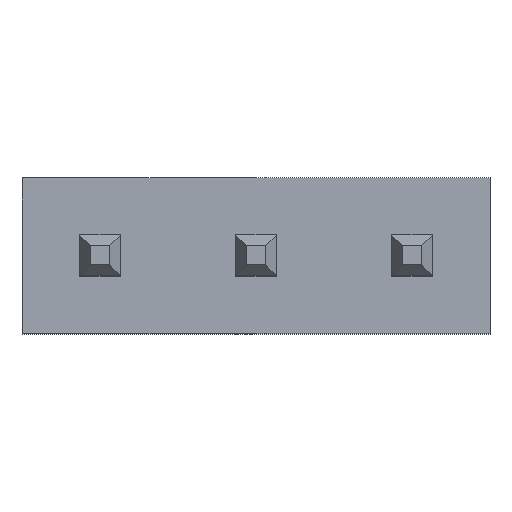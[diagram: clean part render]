
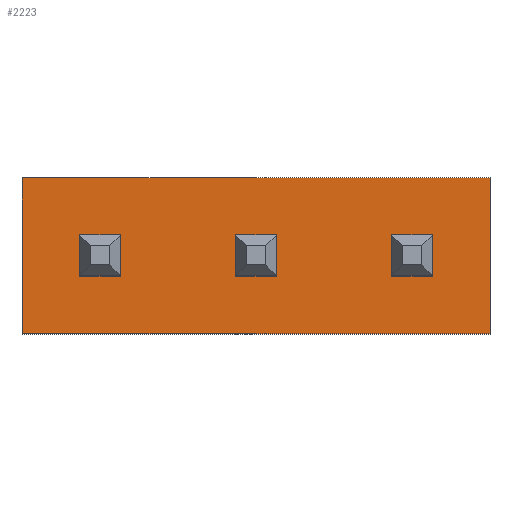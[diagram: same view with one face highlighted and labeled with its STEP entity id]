
A CAD part, top view. The second image highlights one B-rep face of the part: STEP entity #2223.
In plain terms, the highlighted planar face has unit normal (0, 0, 1).
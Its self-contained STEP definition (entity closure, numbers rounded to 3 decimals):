
#36 = ORIENTED_EDGE ( 'NONE', *, *, #724, .T. ) ;
#311 = EDGE_CURVE ( 'NONE', #2381, #2008, #782, .T. ) ;
#322 = CARTESIAN_POINT ( 'NONE',  ( 6.35, -1.27, 2.54 ) ) ;
#324 = CARTESIAN_POINT ( 'NONE',  ( 2.54, 0., 2.54 ) ) ;
#367 = PLANE ( 'NONE',  #993 ) ;
#514 = CARTESIAN_POINT ( 'NONE',  ( -1.27, -1.27, 2.54 ) ) ;
#562 = VECTOR ( 'NONE', #1757, 1000. ) ;
#615 = LINE ( 'NONE', #322, #719 ) ;
#719 = VECTOR ( 'NONE', #2647, 1000. ) ;
#724 = EDGE_CURVE ( 'NONE', #2022, #2381, #859, .T. ) ;
#782 = LINE ( 'NONE', #1871, #2606 ) ;
#859 = LINE ( 'NONE', #2371, #2164 ) ;
#882 = DIRECTION ( 'NONE',  ( -1., 0., 0. ) ) ;
#885 = CARTESIAN_POINT ( 'NONE',  ( -1.27, -1.27, 2.54 ) ) ;
#893 = LINE ( 'NONE', #514, #562 ) ;
#993 = AXIS2_PLACEMENT_3D ( 'NONE', #324, #2031, #1009 ) ;
#1009 = DIRECTION ( 'NONE',  ( 0., -1., 0. ) ) ;
#1030 = FACE_OUTER_BOUND ( 'NONE', #1531, .T. ) ;
#1099 = ORIENTED_EDGE ( 'NONE', *, *, #2462, .T. ) ;
#1230 = CARTESIAN_POINT ( 'NONE',  ( 6.35, -1.27, 2.54 ) ) ;
#1267 = EDGE_CURVE ( 'NONE', #2008, #1508, #893, .T. ) ;
#1508 = VERTEX_POINT ( 'NONE', #1230 ) ;
#1531 = EDGE_LOOP ( 'NONE', ( #1099, #36, #1938, #2313 ) ) ;
#1757 = DIRECTION ( 'NONE',  ( 1., 0., 0. ) ) ;
#1871 = CARTESIAN_POINT ( 'NONE',  ( -1.27, -1.27, 2.54 ) ) ;
#1938 = ORIENTED_EDGE ( 'NONE', *, *, #311, .T. ) ;
#2008 = VERTEX_POINT ( 'NONE', #885 ) ;
#2022 = VERTEX_POINT ( 'NONE', #2360 ) ;
#2031 = DIRECTION ( 'NONE',  ( 0., 0., -1. ) ) ;
#2164 = VECTOR ( 'NONE', #882, 1000. ) ;
#2223 = ADVANCED_FACE ( 'NONE', ( #1030 ), #367, .F. ) ;
#2313 = ORIENTED_EDGE ( 'NONE', *, *, #1267, .T. ) ;
#2360 = CARTESIAN_POINT ( 'NONE',  ( 6.35, 1.27, 2.54 ) ) ;
#2371 = CARTESIAN_POINT ( 'NONE',  ( -1.27, 1.27, 2.54 ) ) ;
#2381 = VERTEX_POINT ( 'NONE', #2572 ) ;
#2462 = EDGE_CURVE ( 'NONE', #1508, #2022, #615, .T. ) ;
#2572 = CARTESIAN_POINT ( 'NONE',  ( -1.27, 1.27, 2.54 ) ) ;
#2606 = VECTOR ( 'NONE', #2707, 1000. ) ;
#2647 = DIRECTION ( 'NONE',  ( 0., 1., 0. ) ) ;
#2707 = DIRECTION ( 'NONE',  ( 0., -1., 0. ) ) ;
